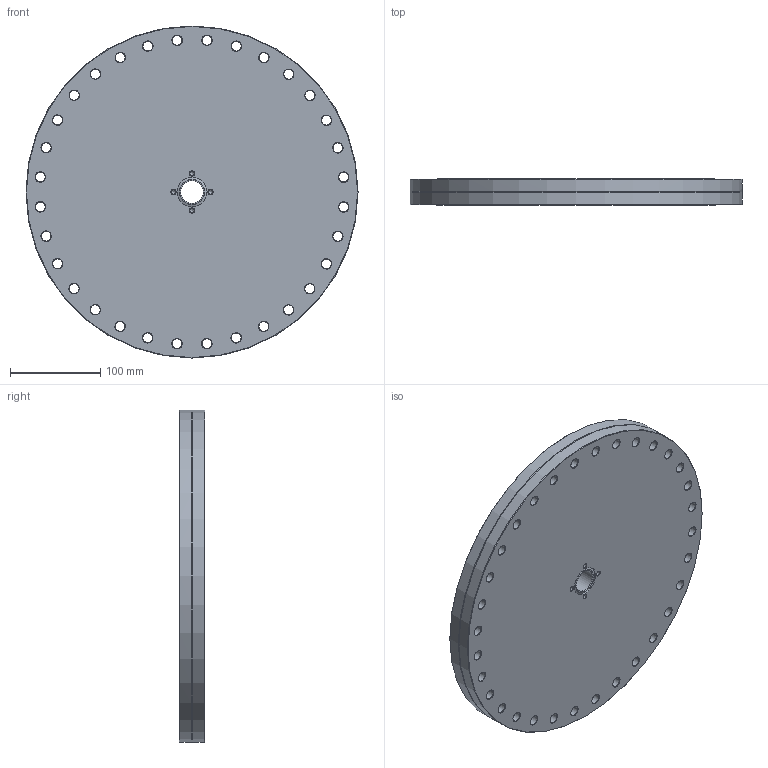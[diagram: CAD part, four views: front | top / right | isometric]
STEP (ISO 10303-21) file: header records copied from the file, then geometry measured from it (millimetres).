
FILE_DESCRIPTION(/* description */ (''),/* implementation_level */ '2;1');
FILE_NAME(/* name */ 'FL-Z300-25.stp',/* time_stamp */ '2023-10-25T14:19:23+01:00',/* author */ ('PaulJarvis'),/* organization */ (''),/* preprocessor_version */ 'ST-DEVELOPER v19.2',/* originating_system */ 'Autodesk Inventor 2023',/* authorisation */ '');
FILE_SCHEMA (('AUTOMOTIVE_DESIGN { 1 0 10303 214 3 1 1 }'));
Length unit declared in the file: millimetre
Products named in the file (1): FL-Z300-25
Bounding box: 368.3 x 28.5 x 368.3 mm (x, y, z)
Volume: 2838665.7 mm3; surface area: 274745.5 mm2
Topology: 1 solids, 1 shells, 219 faces, 584 edges, 376 vertices
Faces by surface type: cone 79, cylinder 51, plane 47, bspline 41, torus 1
Full cylindrical faces by diameter (mm): 4.917 x4, 10.8 x32, 25.4 x1, 33.02 x1, 326.4 x1, 368.3 x2
Entity records: 8937 total; most frequent: CARTESIAN_POINT 3382, ORIENTED_EDGE 1160, DIRECTION 1105, EDGE_CURVE 580, AXIS2_PLACEMENT_3D 438, VERTEX_POINT 376, EDGE_LOOP 298, CIRCLE 235
